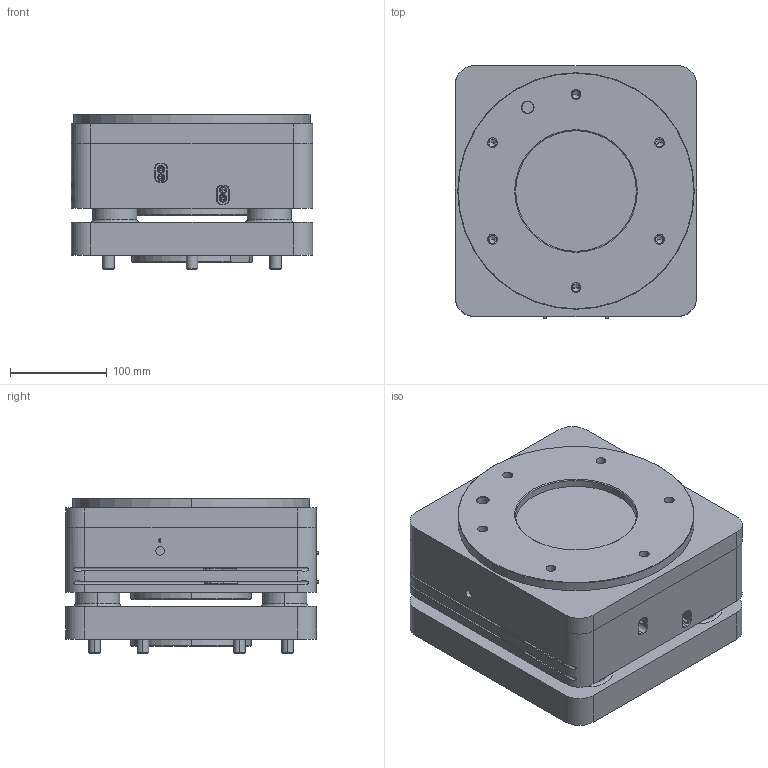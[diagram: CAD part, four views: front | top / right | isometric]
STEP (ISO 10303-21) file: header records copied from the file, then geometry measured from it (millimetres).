
FILE_DESCRIPTION (( 'STEP AP203' ), '1' );
FILE_NAME ('F24-200-Z.STEP', '2026-02-28T05:36:51', ( 'USER-' ), ( 'Microsoft' ), 'SwSTEP 2.0', 'SolidWorks 2018', '' );
FILE_SCHEMA (( 'CONFIG_CONTROL_DESIGN' ));
Length unit declared in the file: millimetre
Products named in the file (13): F24-250-C1-05 棠羲薊え; F24-200-01 翋釱极; F24-200-Z; 棠羲換覜ん; 棠羲饜薊え-1; F24-200-18 Z脯輸; F24-250-C1-06 棠羲坶え; M8x1-48棠俶換覜ん; F24-200-11 狟脯輸; socket head thin cap screw_din(DIN 7984 - M12 x 30 --- 24.75N); hexagon socket head cap screws gb(GB_FASTENER_SCREWS_HSHCS M4X10-N)-1; 32x12-R6（红）; 棠羲饜薊え
Assembly tree (22 placements, depth 3):
  F24-200-Z
    棠羲饜薊え
      F24-250-C1-05 棠羲薊え
      M8x1-48棠俶換覜ん
      F24-250-C1-06 棠羲坶え
    棠羲饜薊え-1
      F24-250-C1-05 棠羲薊え
      M8x1-48棠俶換覜ん
      F24-250-C1-06 棠羲坶え
    F24-200-01 翋釱极
    hexagon socket head cap screws gb(GB_FASTENER_SCREWS_HSHCS M4X10-N)-1  x2
    F24-200-11 狟脯輸
    socket head thin cap screw_din(DIN 7984 - M12 x 30 --- 24.75N)  x6
    F24-200-18 Z脯輸
    32x12-R6（红）
    棠羲換覜ん  x2
Bounding box: 250 x 261.92 x 161 mm (x, y, z)
Volume: 8276214.4 mm3; surface area: 597642 mm2
Topology: 20 solids, 20 shells, 1100 faces, 2755 edges, 1774 vertices
Faces by surface type: plane 523, cylinder 288, bspline 174, cone 79, torus 36
Entity records: 34906 total; most frequent: CARTESIAN_POINT 12531, ORIENTED_EDGE 4496, DIRECTION 3889, EDGE_CURVE 2248, VERTEX_POINT 1474, VECTOR 1337, LINE 1337, AXIS2_PLACEMENT_3D 1276
